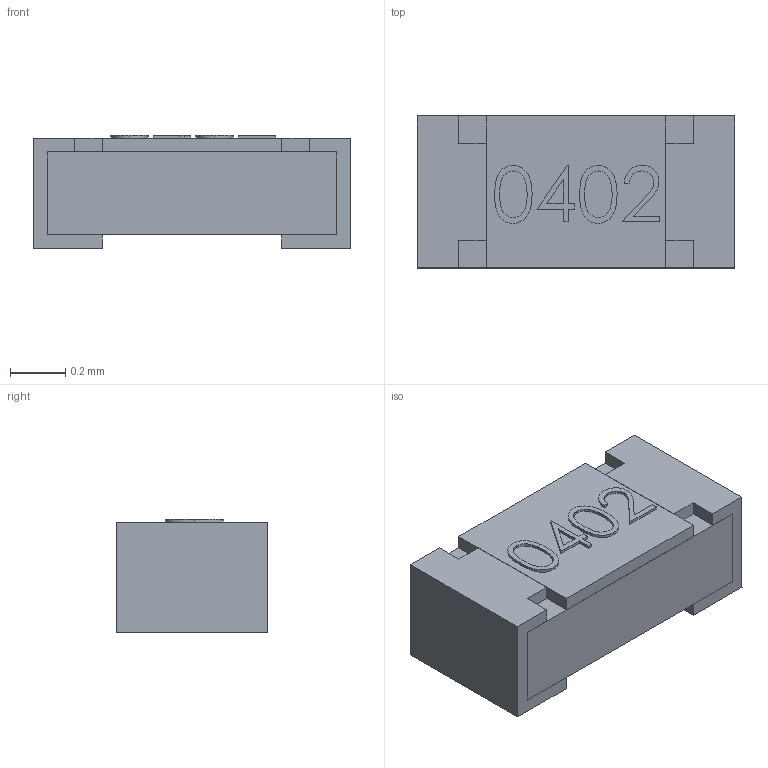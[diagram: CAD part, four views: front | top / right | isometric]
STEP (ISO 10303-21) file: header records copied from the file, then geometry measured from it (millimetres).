
FILE_DESCRIPTION(/* description */ (''),/* implementation_level */ '2;1');
FILE_NAME(/* name */ 'RS-0402 (3).step',/* time_stamp */ '2023-03-28T21:22:26+11:00',/* author */ (''),/* organization */ (''),/* preprocessor_version */ 'ST-DEVELOPER v19.2',/* originating_system */ 'Autodesk Translation Framework v11.17.0.187',/* authorisation */ '');
FILE_SCHEMA (('AUTOMOTIVE_DESIGN { 1 0 10303 214 3 1 1 }'));
Length unit declared in the file: millimetre
Products named in the file (2): RS-0402 (3); User Library-RES_1005-0402
Assembly tree (1 placements, depth 2):
  RS-0402 (3)
    User Library-RES_1005-0402
Bounding box: 1.15 x 0.55 x 0.41 mm (x, y, z)
Volume: 0.2 mm3; surface area: 4.9 mm2
Topology: 4 solids, 4 shells, 90 faces, 225 edges, 150 vertices
Faces by surface type: plane 66, bspline 24
Entity records: 4562 total; most frequent: CARTESIAN_POINT 2444, ORIENTED_EDGE 450, DIRECTION 315, EDGE_CURVE 225, LINE 177, VECTOR 177, VERTEX_POINT 150, EDGE_LOOP 97
